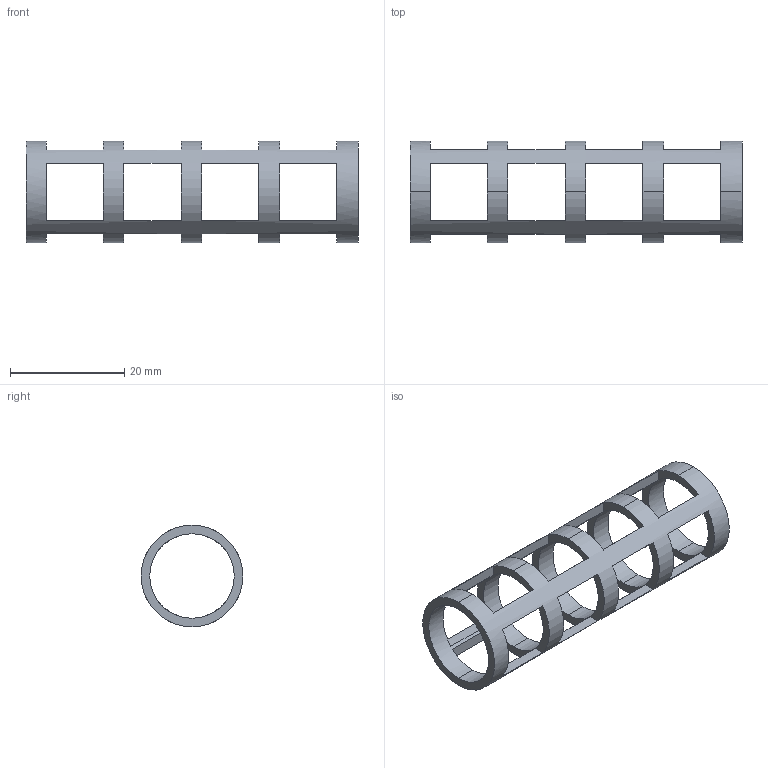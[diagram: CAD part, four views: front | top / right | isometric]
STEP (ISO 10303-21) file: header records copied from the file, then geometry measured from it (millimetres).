
FILE_DESCRIPTION (( 'STEP AP203' ), '1' );
FILE_NAME ('3D-M7011_DN10_174701010.STEP', '2024-09-21T07:49:33', ( '' ), ( '' ), 'SwSTEP 2.0', 'SolidWorks 2024', '' );
FILE_SCHEMA (( 'CONFIG_CONTROL_DESIGN' ));
Length unit declared in the file: millimetre
Products named in the file (1): 3D-M7011_DN10_174701010
Bounding box: 58 x 17.75 x 17.75 mm (x, y, z)
Volume: 1853.5 mm3; surface area: 3746.4 mm2
Topology: 1 solids, 1 shells, 70 faces, 252 edges, 168 vertices
Faces by surface type: plane 66, cylinder 4
Entity records: 2885 total; most frequent: ORIENTED_EDGE 504, DIRECTION 498, CARTESIAN_POINT 491, EDGE_CURVE 252, AXIS2_PLACEMENT_3D 175, VERTEX_POINT 168, LINE 148, VECTOR 148
